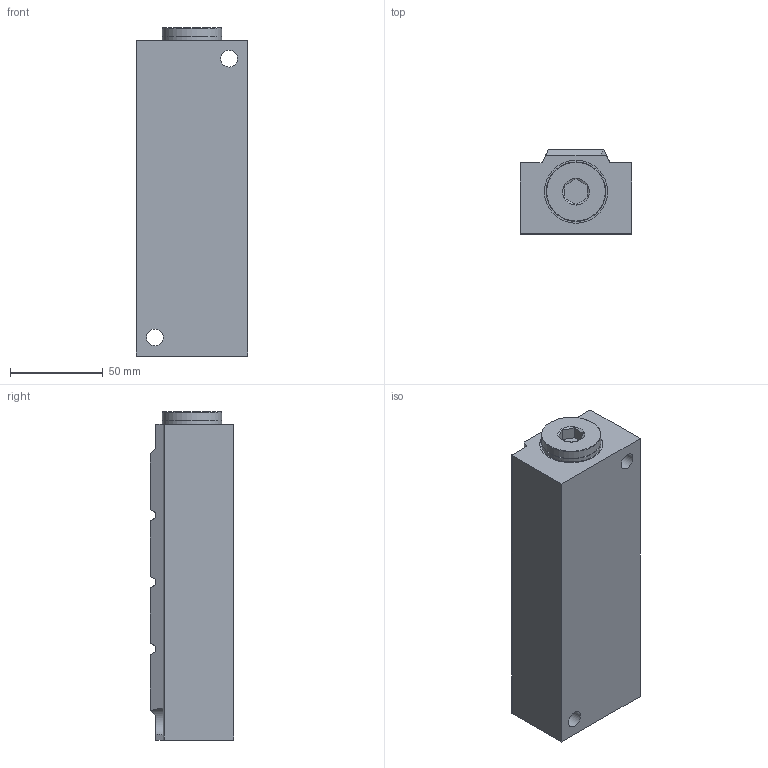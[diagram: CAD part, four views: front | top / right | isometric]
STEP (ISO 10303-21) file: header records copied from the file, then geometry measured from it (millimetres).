
FILE_DESCRIPTION(/* description */ ('STEP AP214'),/* implementation_level */ '2;1');
FILE_NAME(/* name */ '6411_FR-8-1_2',/* time_stamp */ '2024-08-26T11:33:18+02:00',/* author */ ('License CC BY-ND 4.0'),/* organization */ ('CADENAS'),/* preprocessor_version */ 'ST-DEVELOPER v19.3',/* originating_system */ 'PARTsolutions',/* authorisation */ ' ');
FILE_SCHEMA (('AUTOMOTIVE_DESIGN {1 0 10303 214 3 1 1}'));
Length unit declared in the file: millimetre
Products named in the file (3): 6411 FR-8-1/2; 6411 FR-8-1/2 - P1; 3572 B-3/4
Assembly tree (2 placements, depth 2):
  6411 FR-8-1/2
    6411 FR-8-1/2 - P1
    3572 B-3/4
Bounding box: 60 x 45 x 176.55 mm (x, y, z)
Volume: 324378.6 mm3; surface area: 60517.2 mm2
Topology: 2 solids, 2 shells, 128 faces, 340 edges, 220 vertices
Faces by surface type: plane 70, cylinder 42, cone 15, torus 1
Full cylindrical faces by diameter (mm): 9 x2, 15 x2, 18.631 x8, 20.63 x1, 24.117 x2, 26.441 x1, 28.8 x1, 30 x4, 32 x2, 34 x2
Entity records: 3914 total; most frequent: CARTESIAN_POINT 812, DIRECTION 639, ORIENTED_EDGE 570, EDGE_CURVE 285, AXIS2_PLACEMENT_3D 243, VERTEX_POINT 206, EDGE_LOOP 195, FACE_BOUND 195
